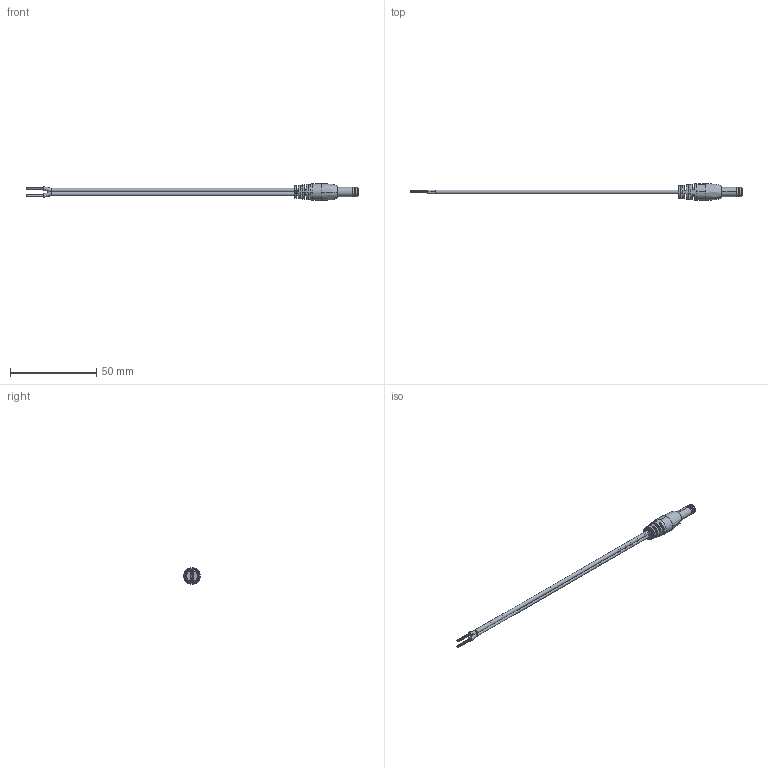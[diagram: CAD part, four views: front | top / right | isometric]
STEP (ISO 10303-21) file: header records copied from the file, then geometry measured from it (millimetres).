
FILE_DESCRIPTION (( 'STEP AP203' ), '1' );
FILE_NAME ('10-01239.step', '2016-09-15T23:41:19', ( '' ), ( '' ), 'SwSTEP 2.0', 'SolidWorks 2015', '' );
FILE_SCHEMA (( 'CONFIG_CONTROL_DESIGN' ));
Length unit declared in the file: millimetre
Products named in the file (7): 50-00314; 10-01239; 24-00003; 30-00396_stripped and tinned; 50-00314 spring contact; 50-00314 insulator; 50-00314 shell
Assembly tree (6 placements, depth 3):
  10-01239
    24-00003
    30-00396_stripped and tinned
    50-00314
      50-00314 spring contact
      50-00314 shell
      50-00314 insulator
Bounding box: 192.68 x 9.6 x 9.6 mm (x, y, z)
Volume: 2803.6 mm3; surface area: 17642.5 mm2
Topology: 181 solids, 181 shells, 1275 faces, 2642 edges, 1746 vertices
Faces by surface type: cylinder 589, plane 481, bspline 161, torus 24, cone 20
Entity records: 39931 total; most frequent: CARTESIAN_POINT 12025, DIRECTION 5741, ORIENTED_EDGE 5284, EDGE_CURVE 2642, AXIS2_PLACEMENT_3D 2422, VERTEX_POINT 1746, EDGE_LOOP 1466, CIRCLE 1298
